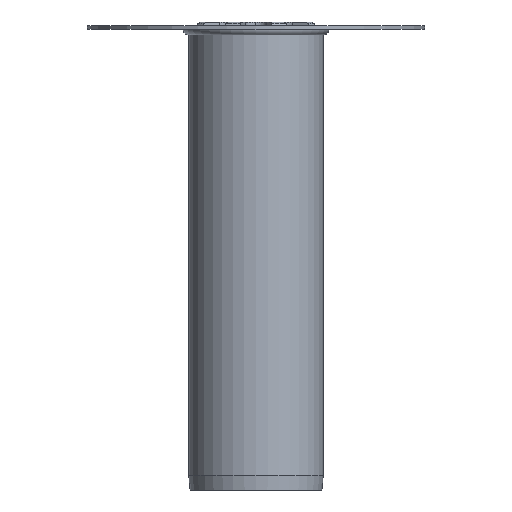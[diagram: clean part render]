
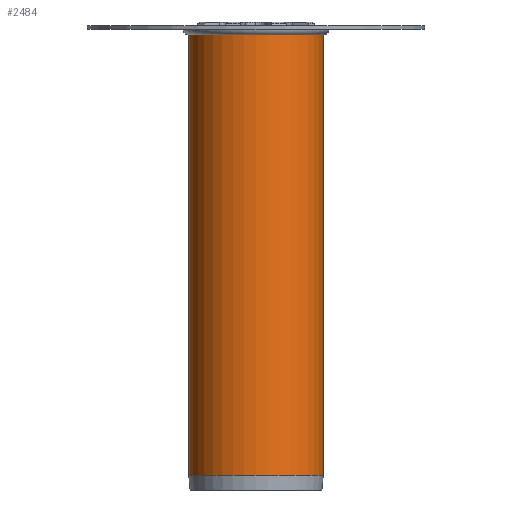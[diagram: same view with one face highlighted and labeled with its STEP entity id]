
A CAD part, front view. The second image highlights one B-rep face of the part: STEP entity #2484.
In plain terms, the highlighted cylindrical face has radius 365 mm (diameter 730 mm), a full revolution.
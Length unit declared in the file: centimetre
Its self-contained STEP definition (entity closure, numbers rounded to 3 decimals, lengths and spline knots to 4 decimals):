
#114=CYLINDRICAL_SURFACE('',#2764,36.5);
#232=FACE_OUTER_BOUND('',#359,.T.);
#359=EDGE_LOOP('',(#2315,#2316,#2317,#2318));
#521=CIRCLE('',#2763,36.5);
#522=CIRCLE('',#2765,36.5);
#755=LINE('',#4814,#901);
#901=VECTOR('',#3468,36.5);
#1157=VERTEX_POINT('',#4809);
#1158=VERTEX_POINT('',#4812);
#1544=EDGE_CURVE('',#1157,#1157,#521,.T.);
#1545=EDGE_CURVE('',#1158,#1158,#522,.T.);
#1546=EDGE_CURVE('',#1158,#1157,#755,.T.);
#2315=ORIENTED_EDGE('',*,*,#1545,.F.);
#2316=ORIENTED_EDGE('',*,*,#1546,.T.);
#2317=ORIENTED_EDGE('',*,*,#1544,.T.);
#2318=ORIENTED_EDGE('',*,*,#1546,.F.);
#2484=ADVANCED_FACE('',(#232),#114,.T.);
#2763=AXIS2_PLACEMENT_3D('',#4810,#3462,#3463);
#2764=AXIS2_PLACEMENT_3D('',#4811,#3464,#3465);
#2765=AXIS2_PLACEMENT_3D('',#4813,#3466,#3467);
#3462=DIRECTION('center_axis',(0.,0.,-1.));
#3463=DIRECTION('ref_axis',(1.,0.,0.));
#3464=DIRECTION('center_axis',(0.,0.,-1.));
#3465=DIRECTION('ref_axis',(1.,0.,0.));
#3466=DIRECTION('center_axis',(0.,0.,-1.));
#3467=DIRECTION('ref_axis',(1.,0.,0.));
#3468=DIRECTION('',(0.,0.,1.));
#4809=CARTESIAN_POINT('',(622.4931,417.2737,123.));
#4810=CARTESIAN_POINT('Origin',(658.9931,417.2737,123.));
#4811=CARTESIAN_POINT('Origin',(658.9931,417.2737,1.9651));
#4812=CARTESIAN_POINT('',(622.4931,417.2737,-119.0699));
#4813=CARTESIAN_POINT('Origin',(658.9931,417.2737,-119.0699));
#4814=CARTESIAN_POINT('',(622.4931,417.2737,1.9651));
